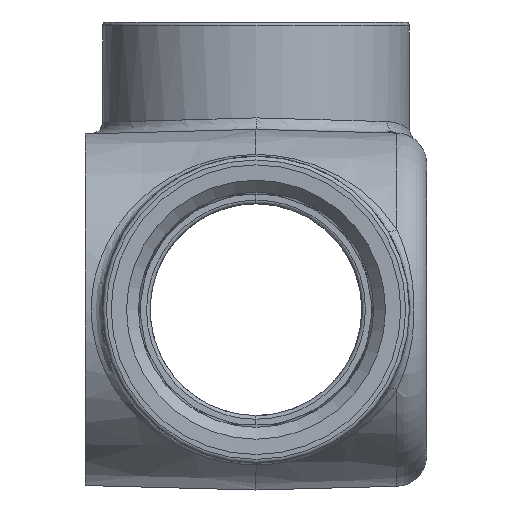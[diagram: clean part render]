
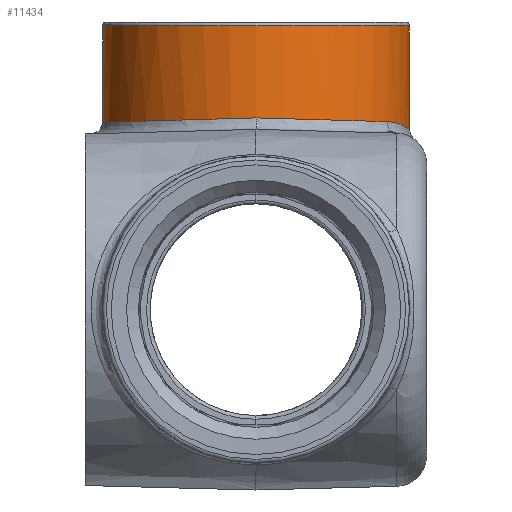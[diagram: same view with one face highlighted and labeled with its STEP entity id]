
A CAD part, left-side view. The second image highlights one B-rep face of the part: STEP entity #11434.
In plain terms, the highlighted cylindrical face has radius 63.5 mm (diameter 127 mm), a full revolution.
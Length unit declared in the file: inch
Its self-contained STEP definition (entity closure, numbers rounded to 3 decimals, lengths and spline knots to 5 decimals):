
#140=ELLIPSE('',#12229,2.50099,2.5);
#141=ELLIPSE('',#12230,2.50099,2.5);
#142=ELLIPSE('',#12231,2.50099,2.5);
#244=CYLINDRICAL_SURFACE('',#12228,2.5);
#947=B_SPLINE_CURVE_WITH_KNOTS('',3,(#28807,#28808,#28809,#28810,#28811,
#28812,#28813,#28814,#28815),.UNSPECIFIED.,.F.,.F.,(4,1,1,1,1,1,4),(0.,
1.06667,3.20002,4.2667,5.33337,6.40004,
7.46672),.UNSPECIFIED.);
#1809=FACE_OUTER_BOUND('',#2503,.T.);
#2503=EDGE_LOOP('',(#10284,#10285,#10286,#10287,#10288,#10289,#10290,#10291,
#10292));
#3381=LINE('',#28804,#4212);
#4212=VECTOR('',#14535,2.5);
#4464=CIRCLE('',#12221,2.5);
#4465=CIRCLE('',#12222,2.5);
#4470=CIRCLE('',#12227,2.5);
#5526=VERTEX_POINT('',#28785);
#5527=VERTEX_POINT('',#28786);
#5528=VERTEX_POINT('',#28788);
#5532=VERTEX_POINT('',#28799);
#5533=VERTEX_POINT('',#28800);
#5534=VERTEX_POINT('',#28802);
#5535=VERTEX_POINT('',#28805);
#7150=EDGE_CURVE('',#5526,#5527,#4464,.T.);
#7151=EDGE_CURVE('',#5527,#5528,#4465,.T.);
#7156=EDGE_CURVE('',#5528,#5526,#4470,.T.);
#7157=EDGE_CURVE('',#5532,#5533,#140,.T.);
#7158=EDGE_CURVE('',#5534,#5532,#141,.T.);
#7159=EDGE_CURVE('',#5534,#5527,#3381,.T.);
#7160=EDGE_CURVE('',#5535,#5534,#142,.T.);
#7161=EDGE_CURVE('',#5533,#5535,#947,.T.);
#10284=ORIENTED_EDGE('',*,*,#7157,.F.);
#10285=ORIENTED_EDGE('',*,*,#7158,.F.);
#10286=ORIENTED_EDGE('',*,*,#7159,.T.);
#10287=ORIENTED_EDGE('',*,*,#7150,.F.);
#10288=ORIENTED_EDGE('',*,*,#7156,.F.);
#10289=ORIENTED_EDGE('',*,*,#7151,.F.);
#10290=ORIENTED_EDGE('',*,*,#7159,.F.);
#10291=ORIENTED_EDGE('',*,*,#7160,.F.);
#10292=ORIENTED_EDGE('',*,*,#7161,.F.);
#11434=ADVANCED_FACE('',(#1809),#244,.T.);
#12221=AXIS2_PLACEMENT_3D('',#28787,#14515,#14516);
#12222=AXIS2_PLACEMENT_3D('',#28789,#14517,#14518);
#12227=AXIS2_PLACEMENT_3D('',#28797,#14527,#14528);
#12228=AXIS2_PLACEMENT_3D('',#28798,#14529,#14530);
#12229=AXIS2_PLACEMENT_3D('',#28801,#14531,#14532);
#12230=AXIS2_PLACEMENT_3D('',#28803,#14533,#14534);
#12231=AXIS2_PLACEMENT_3D('',#28806,#14536,#14537);
#14515=DIRECTION('center_axis',(0.,0.,1.));
#14516=DIRECTION('ref_axis',(0.,-1.,0.));
#14517=DIRECTION('center_axis',(0.,0.,1.));
#14518=DIRECTION('ref_axis',(0.,-1.,0.));
#14527=DIRECTION('center_axis',(0.,0.,1.));
#14528=DIRECTION('ref_axis',(0.,-1.,0.));
#14529=DIRECTION('center_axis',(0.,0.,-1.));
#14530=DIRECTION('ref_axis',(1.,0.,0.));
#14531=DIRECTION('center_axis',(0.,0.028,
-1.));
#14532=DIRECTION('ref_axis',(0.,-1.,-0.028));
#14533=DIRECTION('center_axis',(0.,-0.028,
-1.));
#14534=DIRECTION('ref_axis',(0.,1.,-0.028));
#14535=DIRECTION('',(0.,0.,1.));
#14536=DIRECTION('center_axis',(0.,0.028,
-1.));
#14537=DIRECTION('ref_axis',(0.,-1.,-0.028));
#28785=CARTESIAN_POINT('',(0.,2.5,4.62294));
#28786=CARTESIAN_POINT('',(-2.5,0.,4.62294));
#28787=CARTESIAN_POINT('Origin',(0.,0.,4.62294));
#28788=CARTESIAN_POINT('',(2.5,0.,4.62294));
#28789=CARTESIAN_POINT('Origin',(0.,0.,4.62294));
#28797=CARTESIAN_POINT('Origin',(0.,0.,4.62294));
#28798=CARTESIAN_POINT('Origin',(0.,0.,4.6875));
#28799=CARTESIAN_POINT('',(2.5,0.,3.12506));
#28800=CARTESIAN_POINT('',(1.29437,-2.13883,3.06486));
#28801=CARTESIAN_POINT('Origin',(0.,0.,3.12506));
#28802=CARTESIAN_POINT('',(-2.5,0.,3.12506));
#28803=CARTESIAN_POINT('Origin',(0.,0.,3.12506));
#28804=CARTESIAN_POINT('',(-2.5,0.,4.6875));
#28805=CARTESIAN_POINT('',(-1.29437,-2.13883,3.06486));
#28806=CARTESIAN_POINT('Origin',(0.,0.,3.12506));
#28807=CARTESIAN_POINT('Ctrl Pts',(1.29437,-2.13883,3.06486));
#28808=CARTESIAN_POINT('Ctrl Pts',(1.18297,-2.20625,3.06296));
#28809=CARTESIAN_POINT('Ctrl Pts',(0.83437,-2.38146,3.02378));
#28810=CARTESIAN_POINT('Ctrl Pts',(0.32738,-2.50237,
2.92991));
#28811=CARTESIAN_POINT('Ctrl Pts',(-0.19644,-2.50257,
2.93057));
#28812=CARTESIAN_POINT('Ctrl Pts',(-0.58145,-2.44165,
2.97643));
#28813=CARTESIAN_POINT('Ctrl Pts',(-0.95012,-2.32326,
3.03719));
#28814=CARTESIAN_POINT('Ctrl Pts',(-1.18297,-2.20625,
3.06296));
#28815=CARTESIAN_POINT('Ctrl Pts',(-1.29437,-2.13883,
3.06486));
